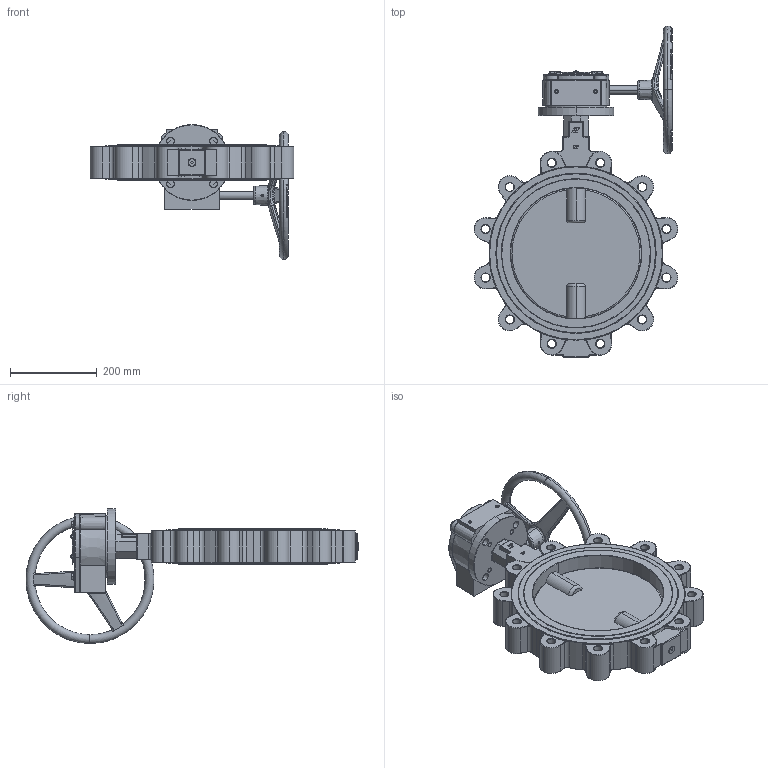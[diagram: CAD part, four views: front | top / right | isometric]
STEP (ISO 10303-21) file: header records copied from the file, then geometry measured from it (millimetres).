
FILE_DESCRIPTION (( 'STEP AP214' ), '1' );
FILE_NAME ('OS-L1-1200-XXX-G.step', '2019-08-12T18:30:10', ( '' ), ( '' ), 'SwSTEP 2.0', 'SolidWorks 2019', '' );
FILE_SCHEMA (( 'AUTOMOTIVE_DESIGN' ));
Length unit declared in the file: inch
Products named in the file (40): 25202; 25115; 25071; 25066; 25070; flat washer narrow_am_B18.22M - Plain washer, 8 mm, narrow; flat washer narrow_am; 25069; pan cross head_am_B18.6.7M - M5 x 0.8 x 13 Type I Cross Recessed PHMS --13N; spring pin slotted_ai; OS-L1-1200-XXX-G; spring pin slotted_ai_SPS 0.0625x1; hex screw_am_B18.6.7M - M8 x 1.25 x 10 Plain HHMS --10N; hex screw_am; XX-L1-1200 BODY; 25067; 25068; G-XX-1200 GEAR OPERATOR SQUARE DRIVE_CLOSED; 25203; socket set screw flat point_am_B18.3.6M - M8 x 1.25 x 25 Hex Socket Flat Pt. SS --N; pan cross head_am; socket set screw flat point_am
Assembly tree (24 placements, depth 3):
  25115
  25066
  25070
  flat washer narrow_am
  25069
Bounding box: 469.79 x 765.31 x 310.98 mm (x, y, z)
Volume: 9600802.9 mm3; surface area: 1179429.9 mm2
Topology: 23 solids, 23 shells, 1428 faces, 3501 edges, 2110 vertices
Faces by surface type: plane 449, cylinder 405, torus 265, bspline 222, cone 73, sphere 14
Entity records: 53343 total; most frequent: CARTESIAN_POINT 21055, ORIENTED_EDGE 6386, DIRECTION 6039, EDGE_CURVE 3193, AXIS2_PLACEMENT_3D 2366, VERTEX_POINT 1970, EDGE_LOOP 1477, ADVANCED_FACE 1321
